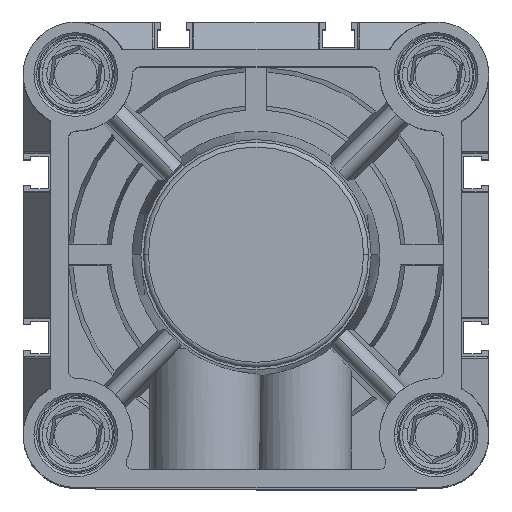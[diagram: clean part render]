
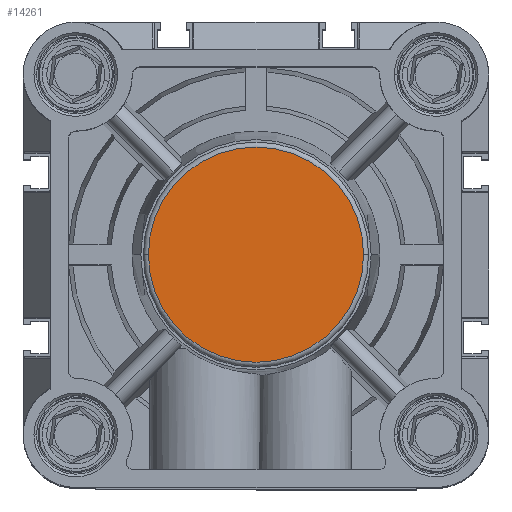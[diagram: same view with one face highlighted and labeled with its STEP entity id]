
A CAD part, top view. The second image highlights one B-rep face of the part: STEP entity #14261.
In plain terms, the highlighted planar face has unit normal (0, 0, 1).
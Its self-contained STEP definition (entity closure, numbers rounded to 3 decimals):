
#79 = CARTESIAN_POINT ( 'NONE',  ( 41., 41., 40. ) ) ;
#3254 = PLANE ( 'NONE',  #7149 ) ;
#3888 = DIRECTION ( 'NONE',  ( 1., 0., 0. ) ) ;
#7149 = AXIS2_PLACEMENT_3D ( 'NONE', #29808, #33604, #10853 ) ;
#7907 = CARTESIAN_POINT ( 'NONE',  ( 62.5, 41., 40. ) ) ;
#10387 = EDGE_LOOP ( 'NONE', ( #19843, #31795 ) ) ;
#10853 = DIRECTION ( 'NONE',  ( 1., 0., 0. ) ) ;
#11946 = VERTEX_POINT ( 'NONE', #20163 ) ;
#12126 = DIRECTION ( 'NONE',  ( 0., 0., 1. ) ) ;
#14261 = ADVANCED_FACE ( 'NONE', ( #44800 ), #3254, .T. ) ;
#16007 = EDGE_CURVE ( 'NONE', #17118, #11946, #30121, .T. ) ;
#17118 = VERTEX_POINT ( 'NONE', #7907 ) ;
#19843 = ORIENTED_EDGE ( 'NONE', *, *, #16007, .T. ) ;
#20163 = CARTESIAN_POINT ( 'NONE',  ( 19.5, 41., 40. ) ) ;
#26608 = DIRECTION ( 'NONE',  ( 0., 0., 1. ) ) ;
#29808 = CARTESIAN_POINT ( 'NONE',  ( 41., 41., 40. ) ) ;
#30121 = CIRCLE ( 'NONE', #35211, 21.5 ) ;
#31795 = ORIENTED_EDGE ( 'NONE', *, *, #47157, .T. ) ;
#33604 = DIRECTION ( 'NONE',  ( 0., 0., 1. ) ) ;
#34858 = CARTESIAN_POINT ( 'NONE',  ( 41., 41., 40. ) ) ;
#35211 = AXIS2_PLACEMENT_3D ( 'NONE', #79, #26608, #3888 ) ;
#38616 = DIRECTION ( 'NONE',  ( 1., 0., 0. ) ) ;
#38748 = AXIS2_PLACEMENT_3D ( 'NONE', #34858, #12126, #38616 ) ;
#39580 = CIRCLE ( 'NONE', #38748, 21.5 ) ;
#44800 = FACE_OUTER_BOUND ( 'NONE', #10387, .T. ) ;
#47157 = EDGE_CURVE ( 'NONE', #11946, #17118, #39580, .T. ) ;
